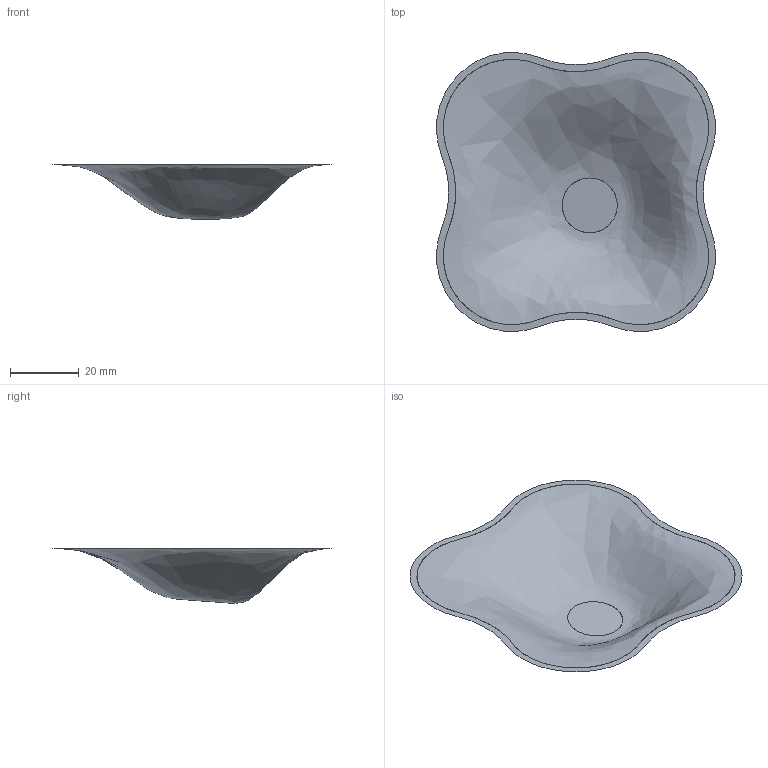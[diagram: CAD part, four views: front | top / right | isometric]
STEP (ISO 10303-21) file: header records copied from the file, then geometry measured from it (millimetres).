
FILE_DESCRIPTION (( 'STEP AP203' ), '1' );
FILE_NAME ('Offset_Inclined.STEP', '2013-07-11T11:46:30', ( 'Rakesh' ), ( 'IITK' ), 'SwSTEP 2.0', 'SolidWorks 2007', '' );
FILE_SCHEMA (( 'CONFIG_CONTROL_DESIGN' ));
Length unit declared in the file: millimetre
Products named in the file (1): Offset_Inclined
Bounding box: 81.11 x 81.11 x 15.89 mm (x, y, z)
Surface area: 6524.6 mm2 (no closed solid volume)
Topology: 0 solids, 3 shells, 3 faces, 28 edges, 28 vertices
Faces by surface type: plane 2, bspline 1
Entity records: 1296 total; most frequent: CARTESIAN_POINT 1022, DIRECTION 42, ORIENTED_EDGE 28, EDGE_CURVE 28, VERTEX_POINT 28, AXIS2_PLACEMENT_3D 21, CIRCLE 18, B_SPLINE_CURVE_WITH_KNOTS 10
